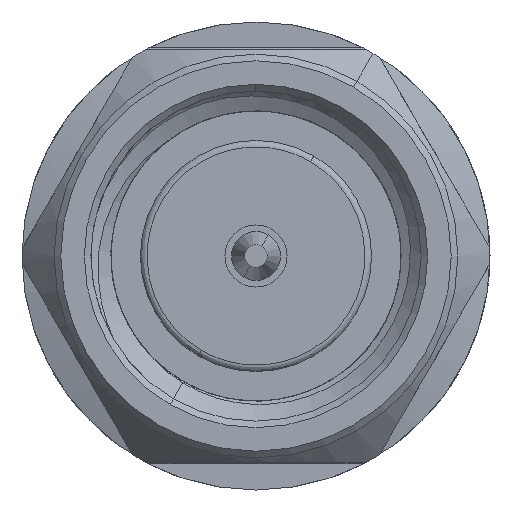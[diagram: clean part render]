
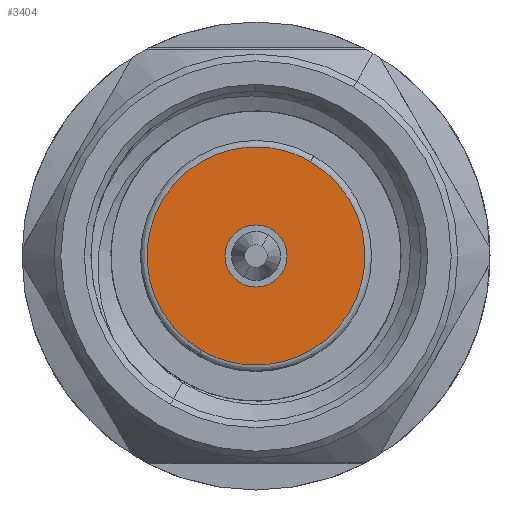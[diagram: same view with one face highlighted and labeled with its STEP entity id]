
A CAD part, left-side view. The second image highlights one B-rep face of the part: STEP entity #3404.
In plain terms, the highlighted planar face has unit normal (-1, 0, 0).
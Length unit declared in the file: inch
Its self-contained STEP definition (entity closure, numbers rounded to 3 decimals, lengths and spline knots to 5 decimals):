
#58 = VERTEX_POINT ( 'NONE', #5321 ) ;
#168 = EDGE_CURVE ( 'NONE', #813, #1214, #5169, .T. ) ;
#258 = DIRECTION ( 'NONE',  ( 0., 0.5, -0.866 ) ) ;
#290 = CARTESIAN_POINT ( 'NONE',  ( 0.10078, -0.04125, 0.07145 ) ) ;
#294 = CARTESIAN_POINT ( 'NONE',  ( 0.10078, -0.01175, 0.02035 ) ) ;
#594 = AXIS2_PLACEMENT_3D ( 'NONE', #3666, #1513, #258 ) ;
#753 = CARTESIAN_POINT ( 'NONE',  ( 0.10078, 0.04125, -0.07145 ) ) ;
#813 = VERTEX_POINT ( 'NONE', #4128 ) ;
#1032 = PLANE ( 'NONE',  #594 ) ;
#1214 = VERTEX_POINT ( 'NONE', #294 ) ;
#1263 = FACE_BOUND ( 'NONE', #2644, .T. ) ;
#1293 = VERTEX_POINT ( 'NONE', #1587 ) ;
#1474 = EDGE_CURVE ( 'NONE', #1293, #58, #1556, .T. ) ;
#1513 = DIRECTION ( 'NONE',  ( 1., 0., 0. ) ) ;
#1556 =( BOUNDED_CURVE ( )  B_SPLINE_CURVE ( 3, ( #3192, #1911, #3176, #2782 ),
 .UNSPECIFIED., .F., .T. ) 
 B_SPLINE_CURVE_WITH_KNOTS ( ( 4, 4 ),
 ( 0., 1. ),
 .UNSPECIFIED. ) 
 CURVE ( )  GEOMETRIC_REPRESENTATION_ITEM ( )  RATIONAL_B_SPLINE_CURVE ( ( 1., 0.333, 0.333, 1. ) ) 
 REPRESENTATION_ITEM ( '' )  );
#1587 = CARTESIAN_POINT ( 'NONE',  ( 0.10078, -0.04125, 0.07145 ) ) ;
#1607 = CARTESIAN_POINT ( 'NONE',  ( 0.10078, 0., 0. ) ) ;
#1657 = CIRCLE ( 'NONE', #2240, 0.0235 ) ;
#1911 = CARTESIAN_POINT ( 'NONE',  ( 0.10078, -0.18414, -0.01105 ) ) ;
#1981 = EDGE_CURVE ( 'NONE', #58, #1293, #4250, .T. ) ;
#2240 = AXIS2_PLACEMENT_3D ( 'NONE', #3159, #5290, #3581 ) ;
#2458 = ORIENTED_EDGE ( 'NONE', *, *, #1981, .F. ) ;
#2614 = AXIS2_PLACEMENT_3D ( 'NONE', #1607, #5484, #3330 ) ;
#2644 = EDGE_LOOP ( 'NONE', ( #4609, #4942 ) ) ;
#2782 = CARTESIAN_POINT ( 'NONE',  ( 0.10078, 0.04125, -0.07145 ) ) ;
#2861 = CARTESIAN_POINT ( 'NONE',  ( 0.10078, 0.18414, 0.01105 ) ) ;
#3159 = CARTESIAN_POINT ( 'NONE',  ( 0.10078, 0., 0. ) ) ;
#3176 = CARTESIAN_POINT ( 'NONE',  ( 0.10078, -0.10164, -0.15395 ) ) ;
#3191 = ORIENTED_EDGE ( 'NONE', *, *, #1474, .F. ) ;
#3192 = CARTESIAN_POINT ( 'NONE',  ( 0.10078, -0.04125, 0.07145 ) ) ;
#3278 = EDGE_LOOP ( 'NONE', ( #2458, #3191 ) ) ;
#3330 = DIRECTION ( 'NONE',  ( 0., 0.5, -0.866 ) ) ;
#3404 = ADVANCED_FACE ( 'NONE', ( #1263, #3959 ), #1032, .F. ) ;
#3581 = DIRECTION ( 'NONE',  ( 0., 0.5, -0.866 ) ) ;
#3666 = CARTESIAN_POINT ( 'NONE',  ( 0.10078, 0., 0. ) ) ;
#3794 = CARTESIAN_POINT ( 'NONE',  ( 0.10078, 0.10164, 0.15395 ) ) ;
#3898 = EDGE_CURVE ( 'NONE', #1214, #813, #1657, .T. ) ;
#3959 = FACE_OUTER_BOUND ( 'NONE', #3278, .T. ) ;
#4128 = CARTESIAN_POINT ( 'NONE',  ( 0.10078, 0.01175, -0.02035 ) ) ;
#4250 =( BOUNDED_CURVE ( )  B_SPLINE_CURVE ( 3, ( #753, #2861, #3794, #290 ),
 .UNSPECIFIED., .F., .T. ) 
 B_SPLINE_CURVE_WITH_KNOTS ( ( 4, 4 ),
 ( 0., 1. ),
 .UNSPECIFIED. ) 
 CURVE ( )  GEOMETRIC_REPRESENTATION_ITEM ( )  RATIONAL_B_SPLINE_CURVE ( ( 1., 0.333, 0.333, 1. ) ) 
 REPRESENTATION_ITEM ( '' )  );
#4609 = ORIENTED_EDGE ( 'NONE', *, *, #168, .F. ) ;
#4942 = ORIENTED_EDGE ( 'NONE', *, *, #3898, .F. ) ;
#5169 = CIRCLE ( 'NONE', #2614, 0.0235 ) ;
#5290 = DIRECTION ( 'NONE',  ( -1., 0., 0. ) ) ;
#5321 = CARTESIAN_POINT ( 'NONE',  ( 0.10078, 0.04125, -0.07145 ) ) ;
#5484 = DIRECTION ( 'NONE',  ( -1., 0., 0. ) ) ;
